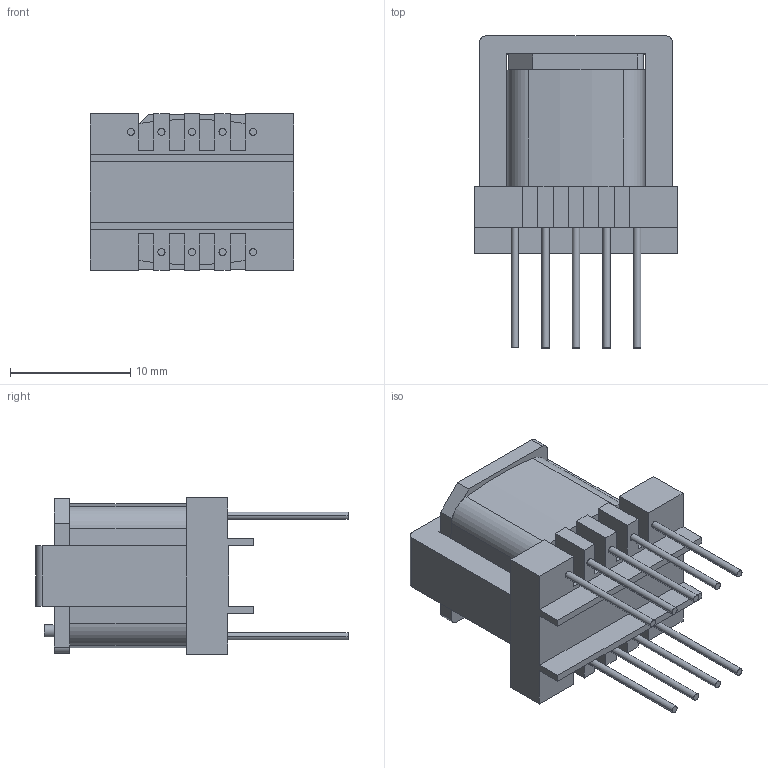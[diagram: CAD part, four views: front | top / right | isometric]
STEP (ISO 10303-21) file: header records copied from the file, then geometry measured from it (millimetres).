
FILE_DESCRIPTION (( 'STEP AP214' ), '1' );
FILE_NAME ('transformador SMPS 13A212Y9.STEP', '2021-04-17T12:02:28', ( '' ), ( '' ), 'SwSTEP 2.0', 'SolidWorks 2020', '' );
FILE_SCHEMA (( 'AUTOMOTIVE_DESIGN' ));
Length unit declared in the file: millimetre
Products named in the file (1): transformador SMPS 13A212Y9
Bounding box: 16.9 x 25.92 x 13 mm (x, y, z)
Volume: 2542.7 mm3; surface area: 2468.2 mm2
Topology: 2 solids, 2 shells, 109 faces, 281 edges, 186 vertices
Faces by surface type: plane 75, cylinder 34
Entity records: 3820 total; most frequent: CARTESIAN_POINT 577, DIRECTION 569, ORIENTED_EDGE 562, EDGE_CURVE 281, LINE 213, VECTOR 213, VERTEX_POINT 186, AXIS2_PLACEMENT_3D 178
